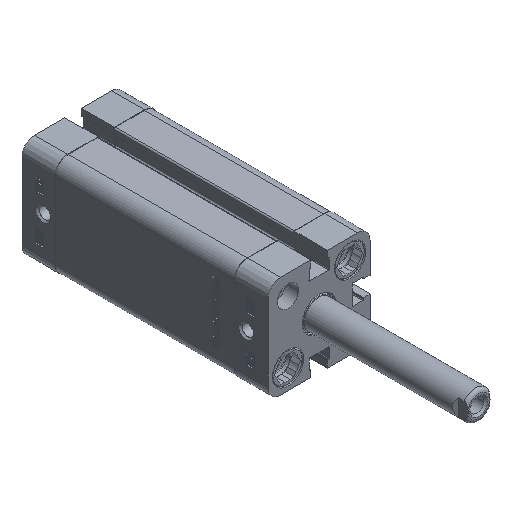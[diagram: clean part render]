
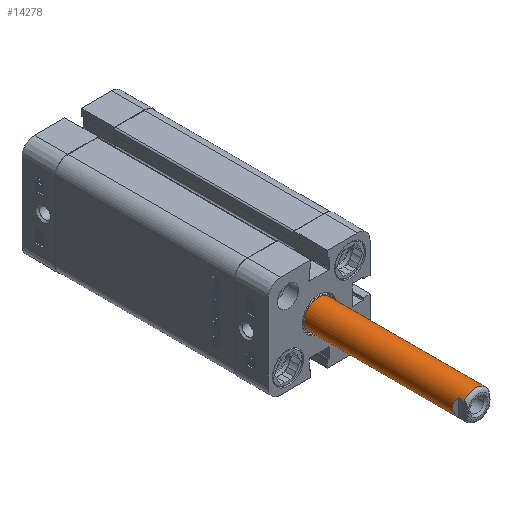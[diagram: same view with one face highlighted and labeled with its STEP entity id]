
A CAD part, isometric view. The second image highlights one B-rep face of the part: STEP entity #14278.
In plain terms, the highlighted cylindrical face has radius 5 mm (diameter 10 mm), a full revolution.
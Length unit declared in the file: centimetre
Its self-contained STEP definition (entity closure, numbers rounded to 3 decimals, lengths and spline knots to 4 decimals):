
#10=ELLIPSE($,#15208,0.7071,0.5);
#11=ELLIPSE($,#15210,0.7071,0.5);
#1449=LINE($,#26050,#2667);
#1451=LINE($,#26054,#2669);
#1453=LINE($,#26089,#2671);
#1454=LINE($,#26116,#2672);
#2667=VECTOR($,#18274,0.21);
#2669=VECTOR($,#18276,0.21);
#2671=VECTOR($,#18288,0.21);
#2672=VECTOR($,#18289,0.21);
#3226=FACE_BOUND($,#5020,.T.);
#4069=FACE_OUTER_BOUND($,#5019,.T.);
#5019=EDGE_LOOP($,(#13329,#13330,#13331,#13332,#13333,#13334,#13335,#13336));
#5020=EDGE_LOOP($,(#13337));
#5375=CIRCLE($,#15213,0.5);
#5376=CIRCLE($,#15214,0.5);
#5381=CIRCLE($,#15224,0.5);
#7219=VERTEX_POINT($,#26048);
#7220=VERTEX_POINT($,#26049);
#7221=VERTEX_POINT($,#26051);
#7222=VERTEX_POINT($,#26053);
#7224=VERTEX_POINT($,#26083);
#7225=VERTEX_POINT($,#26084);
#7226=VERTEX_POINT($,#26088);
#7228=VERTEX_POINT($,#26103);
#7233=VERTEX_POINT($,#26133);
#9251=EDGE_CURVE($,#7219,#7220,#1449,.T.);
#9253=EDGE_CURVE($,#7222,#7221,#1451,.T.);
#9256=EDGE_CURVE($,#7221,#7219,#10,.T.);
#9257=EDGE_CURVE($,#7224,#7225,#11,.T.);
#9259=EDGE_CURVE($,#7226,#7224,#1453,.T.);
#9262=EDGE_CURVE($,#7225,#7228,#1454,.T.);
#9263=EDGE_CURVE($,#7228,#7222,#5375,.T.);
#9264=EDGE_CURVE($,#7220,#7226,#5376,.T.);
#9269=EDGE_CURVE($,#7233,#7233,#5381,.T.);
#13329=ORIENTED_EDGE($,*,*,#9251,.T.);
#13330=ORIENTED_EDGE($,*,*,#9264,.T.);
#13331=ORIENTED_EDGE($,*,*,#9259,.T.);
#13332=ORIENTED_EDGE($,*,*,#9257,.T.);
#13333=ORIENTED_EDGE($,*,*,#9262,.T.);
#13334=ORIENTED_EDGE($,*,*,#9263,.T.);
#13335=ORIENTED_EDGE($,*,*,#9253,.T.);
#13336=ORIENTED_EDGE($,*,*,#9256,.T.);
#13337=ORIENTED_EDGE($,*,*,#9269,.F.);
#13483=CYLINDRICAL_SURFACE($,#15226,0.5);
#14278=ADVANCED_FACE($,(#4069,#3226),#13483,.T.);
#15208=AXIS2_PLACEMENT_3D($,#26081,#18279,#18280);
#15210=AXIS2_PLACEMENT_3D($,#26085,#18283,#18284);
#15213=AXIS2_PLACEMENT_3D($,#26118,#18292,#18293);
#15214=AXIS2_PLACEMENT_3D($,#26119,#18294,#18295);
#15224=AXIS2_PLACEMENT_3D($,#26134,#18314,#18315);
#15226=AXIS2_PLACEMENT_3D($,#26137,#18318,#18319);
#18274=DIRECTION($,(0.,-1.,0.));
#18276=DIRECTION($,(0.,1.,0.));
#18279=DIRECTION('center_axis',(-0.707,0.707,0.));
#18280=DIRECTION('ref_axis',(0.707,0.707,0.));
#18283=DIRECTION('center_axis',(0.707,0.707,0.));
#18284=DIRECTION('ref_axis',(0.707,-0.707,0.));
#18288=DIRECTION($,(0.,1.,0.));
#18289=DIRECTION($,(0.,-1.,0.));
#18292=DIRECTION('center_axis',(0.,1.,0.));
#18293=DIRECTION('ref_axis',(0.,0.,
1.));
#18294=DIRECTION('center_axis',(0.,1.,0.));
#18295=DIRECTION('ref_axis',(0.,0.,
1.));
#18314=DIRECTION('center_axis',(0.,1.,0.));
#18315=DIRECTION('ref_axis',(0.,0.,
-1.));
#18318=DIRECTION('center_axis',(0.,1.,0.));
#18319=DIRECTION('ref_axis',(0.,0.,
1.));
#26048=CARTESIAN_POINT('',(0.4,-7.85,-0.3));
#26049=CARTESIAN_POINT('',(0.4,-8.06,-0.3));
#26050=CARTESIAN_POINT($,(0.4,-7.85,-0.3));
#26051=CARTESIAN_POINT('',(0.4,-7.85,0.3));
#26053=CARTESIAN_POINT('',(0.4,-8.06,0.3));
#26054=CARTESIAN_POINT($,(0.4,-8.06,0.3));
#26081=CARTESIAN_POINT('Origin',(0.,-8.25,0.));
#26083=CARTESIAN_POINT('',(-0.4,-7.85,-0.3));
#26084=CARTESIAN_POINT('',(-0.4,-7.85,0.3));
#26085=CARTESIAN_POINT('Origin',(0.,-8.25,0.));
#26088=CARTESIAN_POINT('',(-0.4,-8.06,-0.3));
#26089=CARTESIAN_POINT($,(-0.4,-8.06,-0.3));
#26103=CARTESIAN_POINT('',(-0.4,-8.06,0.3));
#26116=CARTESIAN_POINT($,(-0.4,-7.85,0.3));
#26118=CARTESIAN_POINT('Origin',(0.,-8.06,0.));
#26119=CARTESIAN_POINT('Origin',(0.,-8.06,0.));
#26133=CARTESIAN_POINT('',(0.,-1.25,0.5));
#26134=CARTESIAN_POINT('Origin',(0.,-1.25,0.));
#26137=CARTESIAN_POINT('Origin',(0.,-12.15,0.));
